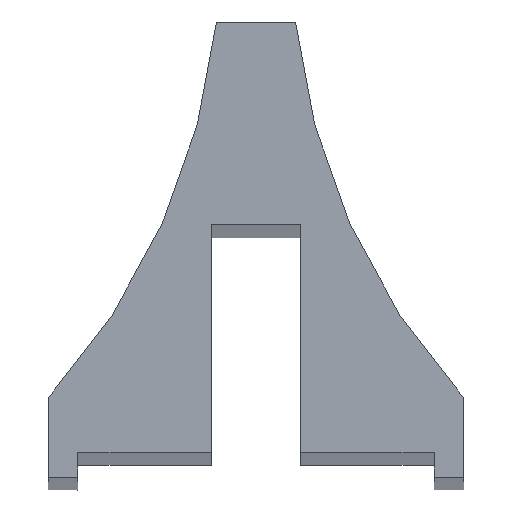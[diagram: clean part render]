
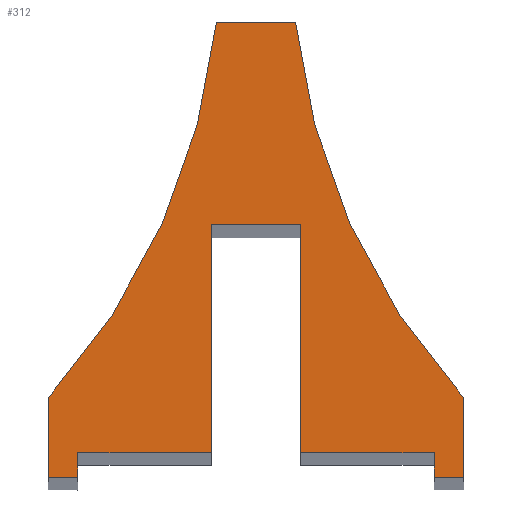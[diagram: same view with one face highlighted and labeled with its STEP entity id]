
A CAD part, top view. The second image highlights one B-rep face of the part: STEP entity #312.
In plain terms, the highlighted planar face has unit normal (0, 0, 1).
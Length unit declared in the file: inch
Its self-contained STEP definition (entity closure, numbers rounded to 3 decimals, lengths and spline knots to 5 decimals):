
#32=FACE_OUTER_BOUND('',#48,.T.);
#48=EDGE_LOOP('',(#269,#270,#271,#272,#273,#274,#275,#276,#277,#278,#279,
#280,#281,#282));
#51=CIRCLE('',#342,8.375);
#52=CIRCLE('',#344,8.375);
#66=LINE('',#461,#104);
#69=LINE('',#466,#107);
#71=LINE('',#470,#109);
#73=LINE('',#474,#111);
#75=LINE('',#478,#113);
#77=LINE('',#482,#115);
#79=LINE('',#486,#117);
#81=LINE('',#491,#119);
#84=LINE('',#497,#122);
#86=LINE('',#501,#124);
#88=LINE('',#504,#126);
#90=LINE('',#512,#128);
#104=VECTOR('',#370,0.3937);
#107=VECTOR('',#375,0.3937);
#109=VECTOR('',#379,0.3937);
#111=VECTOR('',#383,0.3937);
#113=VECTOR('',#387,0.3937);
#115=VECTOR('',#391,0.3937);
#117=VECTOR('',#395,0.3937);
#119=VECTOR('',#399,0.3937);
#122=VECTOR('',#404,0.3937);
#124=VECTOR('',#408,0.3937);
#126=VECTOR('',#412,0.3937);
#128=VECTOR('',#424,0.3937);
#143=VERTEX_POINT('',#458);
#144=VERTEX_POINT('',#460);
#145=VERTEX_POINT('',#464);
#146=VERTEX_POINT('',#468);
#147=VERTEX_POINT('',#472);
#148=VERTEX_POINT('',#476);
#149=VERTEX_POINT('',#480);
#150=VERTEX_POINT('',#484);
#151=VERTEX_POINT('',#488);
#152=VERTEX_POINT('',#490);
#153=VERTEX_POINT('',#494);
#154=VERTEX_POINT('',#496);
#155=VERTEX_POINT('',#500);
#156=VERTEX_POINT('',#508);
#172=EDGE_CURVE('',#143,#144,#66,.T.);
#175=EDGE_CURVE('',#145,#143,#69,.T.);
#177=EDGE_CURVE('',#146,#145,#71,.T.);
#179=EDGE_CURVE('',#147,#146,#73,.T.);
#181=EDGE_CURVE('',#148,#147,#75,.T.);
#183=EDGE_CURVE('',#149,#148,#77,.T.);
#185=EDGE_CURVE('',#150,#149,#79,.T.);
#187=EDGE_CURVE('',#151,#152,#81,.T.);
#190=EDGE_CURVE('',#153,#154,#84,.T.);
#192=EDGE_CURVE('',#144,#155,#86,.T.);
#194=EDGE_CURVE('',#152,#150,#88,.T.);
#195=EDGE_CURVE('',#154,#151,#51,.T.);
#197=EDGE_CURVE('',#156,#153,#52,.T.);
#198=EDGE_CURVE('',#155,#156,#90,.T.);
#269=ORIENTED_EDGE('',*,*,#187,.F.);
#270=ORIENTED_EDGE('',*,*,#195,.F.);
#271=ORIENTED_EDGE('',*,*,#190,.F.);
#272=ORIENTED_EDGE('',*,*,#197,.F.);
#273=ORIENTED_EDGE('',*,*,#198,.F.);
#274=ORIENTED_EDGE('',*,*,#192,.F.);
#275=ORIENTED_EDGE('',*,*,#172,.F.);
#276=ORIENTED_EDGE('',*,*,#175,.F.);
#277=ORIENTED_EDGE('',*,*,#177,.F.);
#278=ORIENTED_EDGE('',*,*,#179,.F.);
#279=ORIENTED_EDGE('',*,*,#181,.F.);
#280=ORIENTED_EDGE('',*,*,#183,.F.);
#281=ORIENTED_EDGE('',*,*,#185,.F.);
#282=ORIENTED_EDGE('',*,*,#194,.F.);
#296=PLANE('',#346);
#312=ADVANCED_FACE('',(#32),#296,.F.);
#342=AXIS2_PLACEMENT_3D('',#506,#415,#416);
#344=AXIS2_PLACEMENT_3D('',#510,#420,#421);
#346=AXIS2_PLACEMENT_3D('',#513,#425,#426);
#370=DIRECTION('',(0.,-1.,0.));
#375=DIRECTION('',(-1.,0.,0.));
#379=DIRECTION('',(0.,-1.,0.));
#383=DIRECTION('',(-1.,0.,0.));
#387=DIRECTION('',(0.,1.,0.));
#391=DIRECTION('',(-1.,0.,0.));
#395=DIRECTION('',(0.,1.,0.));
#399=DIRECTION('',(0.,-1.,0.));
#404=DIRECTION('',(1.,0.,0.));
#408=DIRECTION('',(-1.,0.,0.));
#412=DIRECTION('',(-1.,0.,0.));
#415=DIRECTION('center_axis',(0.,0.,1.));
#416=DIRECTION('ref_axis',(-0.995,-0.105,0.));
#420=DIRECTION('center_axis',(0.,0.,1.));
#421=DIRECTION('ref_axis',(0.741,-0.672,0.));
#424=DIRECTION('',(0.,1.,0.));
#425=DIRECTION('center_axis',(0.,0.,-1.));
#426=DIRECTION('ref_axis',(-1.,0.,0.));
#458=CARTESIAN_POINT('',(15.875,0.3125,92.1875));
#460=CARTESIAN_POINT('',(15.875,0.,92.1875));
#461=CARTESIAN_POINT('',(15.875,0.15625,92.1875));
#464=CARTESIAN_POINT('',(17.5625,0.3125,92.1875));
#466=CARTESIAN_POINT('',(23.76003,0.3125,92.1875));
#468=CARTESIAN_POINT('',(17.5625,3.1875,92.1875));
#470=CARTESIAN_POINT('',(17.5625,0.3125,92.1875));
#472=CARTESIAN_POINT('',(18.6875,3.1875,92.1875));
#474=CARTESIAN_POINT('',(41.07253,3.1875,92.1875));
#476=CARTESIAN_POINT('',(18.6875,0.3125,92.1875));
#478=CARTESIAN_POINT('',(18.6875,1.75,92.1875));
#480=CARTESIAN_POINT('',(20.375,0.3125,92.1875));
#482=CARTESIAN_POINT('',(23.76003,0.3125,92.1875));
#484=CARTESIAN_POINT('',(20.375,0.,92.1875));
#486=CARTESIAN_POINT('',(20.375,0.15625,92.1875));
#488=CARTESIAN_POINT('',(20.75,1.,92.1875));
#490=CARTESIAN_POINT('',(20.75,0.,92.1875));
#491=CARTESIAN_POINT('',(20.75,0.15625,92.1875));
#494=CARTESIAN_POINT('',(17.625,5.75,92.1875));
#496=CARTESIAN_POINT('',(18.625,5.75,92.1875));
#497=CARTESIAN_POINT('',(23.72878,5.75,92.1875));
#500=CARTESIAN_POINT('',(15.5,0.,92.1875));
#501=CARTESIAN_POINT('',(24.60378,0.,92.1875));
#504=CARTESIAN_POINT('',(6.72878,0.,92.1875));
#506=CARTESIAN_POINT('Origin',(26.95408,6.62584,92.1875));
#508=CARTESIAN_POINT('',(15.5,1.,92.1875));
#510=CARTESIAN_POINT('Origin',(9.29592,6.62584,92.1875));
#512=CARTESIAN_POINT('',(15.5,0.65625,92.1875));
#513=CARTESIAN_POINT('Origin',(64.58257,0.3125,92.1875));
